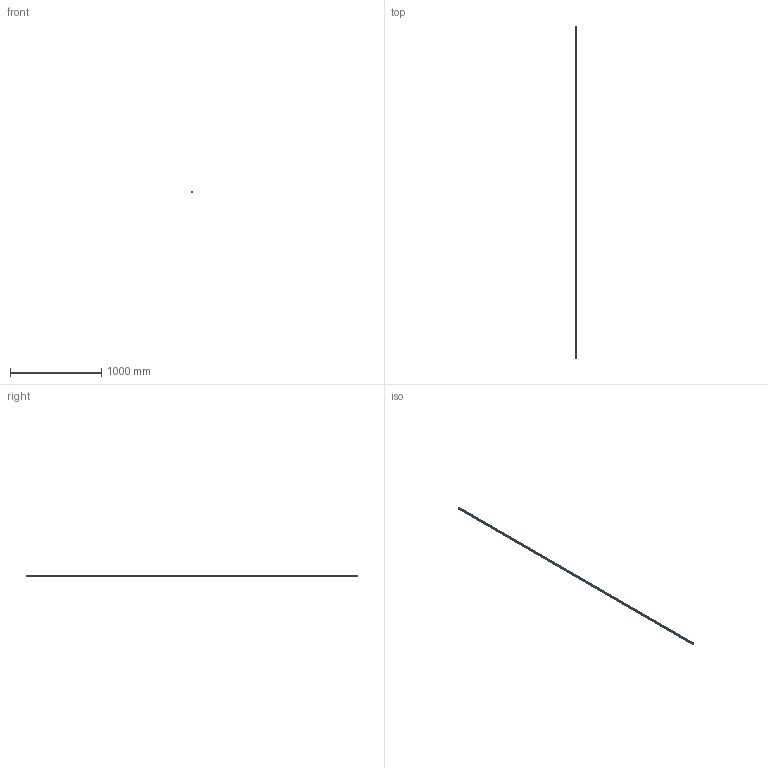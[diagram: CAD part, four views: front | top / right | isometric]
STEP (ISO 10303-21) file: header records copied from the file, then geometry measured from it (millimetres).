
FILE_DESCRIPTION(('STEP AP214'),'1');
FILE_NAME('cctmp_D2423ED4-11F4-41A4-9BA1-A174B620AF38_2021_01_19_12_07_37_0828..stp','2021-01-19T11:07:38',('HIWIN GmbH'),('CADClick - www.CADClick.com'),'Spatial InterOp 3D',' ','unknown authorization');
FILE_SCHEMA(('AUTOMOTIVE_DESIGN'));
Length unit declared in the file: millimetre
Products named in the file (1): HGR15T3640C_FILE
Bounding box: 15 x 3640 x 15 mm (x, y, z)
Volume: 683230.7 mm3; surface area: 230844 mm2
Topology: 1 solids, 1 shells, 359 faces, 937 edges, 523 vertices
Faces by surface type: cylinder 148, cone 122, plane 89
Entity records: 12953 total; most frequent: DIRECTION 1831, CARTESIAN_POINT 1698, ORIENTED_EDGE 1630, EDGE_CURVE 815, AXIS2_PLACEMENT_3D 656, VERTEX_POINT 523, LINE 519, VECTOR 519
